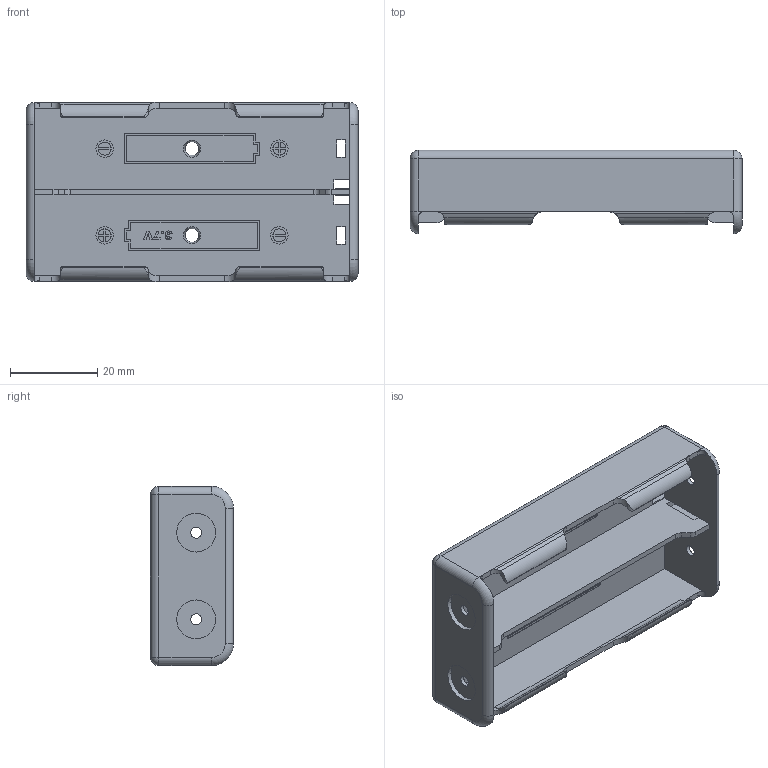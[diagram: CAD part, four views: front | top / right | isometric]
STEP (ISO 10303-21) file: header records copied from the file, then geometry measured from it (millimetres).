
FILE_DESCRIPTION(/* description */ ('STEP AP242','CAx-IF Rec.Pracs.---Representation and Presentation of Product Manufacturing Information (PMI)---4.0---2014-10-13','CAx-IF Rec.Pracs.---3D Tessellated Geometry---0.4---2014-09-14','2;1'),/* implementation_level */ '2;1');
FILE_NAME(/* name */ 'Assembly 1 - Porta baterias 2x18650',/* time_stamp */ '2025-01-01T15:34:22Z',/* author */ (''),/* organization */ (''),/* preprocessor_version */ 'ST-DEVELOPER v20',/* originating_system */ 'ONSHAPE BY PTC INC, 1.191',/* authorisation */ ' ');
FILE_SCHEMA (('AP242_MANAGED_MODEL_BASED_3D_ENGINEERING_MIM_LF { 1 0 10303 442 1 1 4 }'));
Length unit declared in the file: millimetre
Products named in the file (1): Porta baterias 2x18650
Bounding box: 76 x 19 x 41 mm (x, y, z)
Volume: 11648.2 mm3; surface area: 15258.5 mm2
Topology: 1 solids, 1 shells, 248 faces, 658 edges, 429 vertices
Faces by surface type: plane 152, cylinder 80, bspline 6, torus 4, sphere 4, cone 2
Full cylindrical faces by diameter (mm): 2.5 x4, 3.1 x2, 4 x4, 8.9 x4
Entity records: 7749 total; most frequent: CARTESIAN_POINT 1660, ORIENTED_EDGE 1266, DIRECTION 1181, EDGE_CURVE 633, LINE 443, VECTOR 443, VERTEX_POINT 424, AXIS2_PLACEMENT_3D 369
